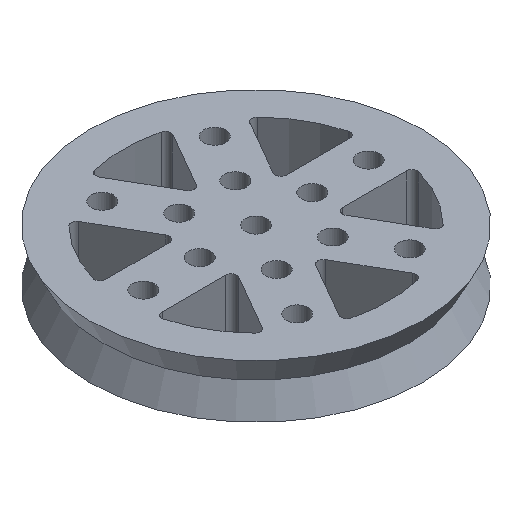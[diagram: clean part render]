
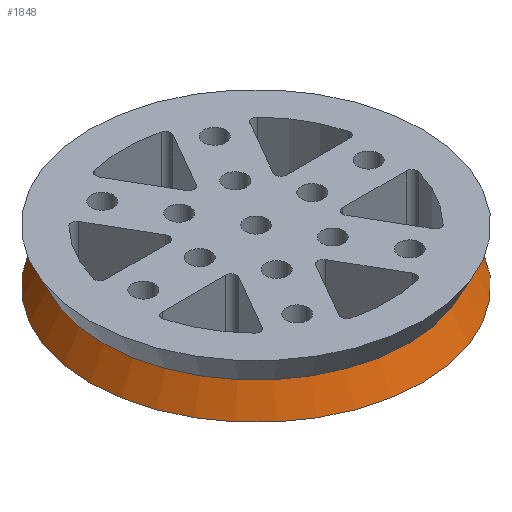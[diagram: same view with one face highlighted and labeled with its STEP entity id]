
A CAD part, isometric view. The second image highlights one B-rep face of the part: STEP entity #1848.
In plain terms, the highlighted conical face has half-angle 27.759 degrees and reference radius 29.5 mm.
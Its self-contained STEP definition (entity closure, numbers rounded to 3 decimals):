
#33 = PLANE('',#34);
#34 = AXIS2_PLACEMENT_3D('',#35,#36,#37);
#35 = CARTESIAN_POINT('',(0.,0.,-4.75));
#36 = DIRECTION('',(0.,0.,1.));
#37 = DIRECTION('',(1.,0.,0.));
#208 = EDGE_CURVE('',#209,#209,#211,.T.);
#209 = VERTEX_POINT('',#210);
#210 = CARTESIAN_POINT('',(29.5,0.,-4.75));
#211 = SURFACE_CURVE('',#212,(#217,#224),.PCURVE_S1.);
#212 = CIRCLE('',#213,29.5);
#213 = AXIS2_PLACEMENT_3D('',#214,#215,#216);
#214 = CARTESIAN_POINT('',(0.,0.,-4.75));
#215 = DIRECTION('',(0.,0.,1.));
#216 = DIRECTION('',(1.,0.,0.));
#217 = PCURVE('',#33,#218);
#218 = DEFINITIONAL_REPRESENTATION('',(#219),#223);
#219 = CIRCLE('',#220,29.5);
#220 = AXIS2_PLACEMENT_2D('',#221,#222);
#221 = CARTESIAN_POINT('',(0.,0.));
#222 = DIRECTION('',(1.,0.));
#223 = ( GEOMETRIC_REPRESENTATION_CONTEXT(2) 
PARAMETRIC_REPRESENTATION_CONTEXT() REPRESENTATION_CONTEXT('2D SPACE',''
  ) );
#224 = PCURVE('',#225,#230);
#225 = CONICAL_SURFACE('',#226,29.5,0.484);
#226 = AXIS2_PLACEMENT_3D('',#227,#228,#229);
#227 = CARTESIAN_POINT('',(0.,0.,-4.75));
#228 = DIRECTION('',(-0.,-0.,-1.));
#229 = DIRECTION('',(1.,0.,0.));
#230 = DEFINITIONAL_REPRESENTATION('',(#231),#235);
#231 = LINE('',#232,#233);
#232 = CARTESIAN_POINT('',(-0.,-0.));
#233 = VECTOR('',#234,1.);
#234 = DIRECTION('',(-1.,-0.));
#235 = ( GEOMETRIC_REPRESENTATION_CONTEXT(2) 
PARAMETRIC_REPRESENTATION_CONTEXT() REPRESENTATION_CONTEXT('2D SPACE',''
  ) );
#1848 = ADVANCED_FACE('',(#1849),#225,.T.);
#1849 = FACE_BOUND('',#1850,.T.);
#1850 = EDGE_LOOP('',(#1851,#1852,#1872,#1899));
#1851 = ORIENTED_EDGE('',*,*,#208,.T.);
#1852 = ORIENTED_EDGE('',*,*,#1853,.T.);
#1853 = EDGE_CURVE('',#209,#1854,#1856,.T.);
#1854 = VERTEX_POINT('',#1855);
#1855 = CARTESIAN_POINT('',(27.,0.,0.));
#1856 = SEAM_CURVE('',#1857,(#1860,#1866),.PCURVE_S1.);
#1857 = B_SPLINE_CURVE_WITH_KNOTS('',1,(#1858,#1859),.UNSPECIFIED.,.F.,
  .F.,(2,2),(0.,1.),.PIECEWISE_BEZIER_KNOTS.);
#1858 = CARTESIAN_POINT('',(29.5,0.,-4.75));
#1859 = CARTESIAN_POINT('',(27.,0.,0.));
#1860 = PCURVE('',#225,#1861);
#1861 = DEFINITIONAL_REPRESENTATION('',(#1862),#1865);
#1862 = B_SPLINE_CURVE_WITH_KNOTS('',1,(#1863,#1864),.UNSPECIFIED.,.F.,
  .F.,(2,2),(0.,1.),.PIECEWISE_BEZIER_KNOTS.);
#1863 = CARTESIAN_POINT('',(-6.283,0.));
#1864 = CARTESIAN_POINT('',(-6.283,-4.75));
#1865 = ( GEOMETRIC_REPRESENTATION_CONTEXT(2) 
PARAMETRIC_REPRESENTATION_CONTEXT() REPRESENTATION_CONTEXT('2D SPACE',''
  ) );
#1866 = PCURVE('',#225,#1867);
#1867 = DEFINITIONAL_REPRESENTATION('',(#1868),#1871);
#1868 = B_SPLINE_CURVE_WITH_KNOTS('',1,(#1869,#1870),.UNSPECIFIED.,.F.,
  .F.,(2,2),(0.,1.),.PIECEWISE_BEZIER_KNOTS.);
#1869 = CARTESIAN_POINT('',(0.,0.));
#1870 = CARTESIAN_POINT('',(0.,-4.75));
#1871 = ( GEOMETRIC_REPRESENTATION_CONTEXT(2) 
PARAMETRIC_REPRESENTATION_CONTEXT() REPRESENTATION_CONTEXT('2D SPACE',''
  ) );
#1872 = ORIENTED_EDGE('',*,*,#1873,.F.);
#1873 = EDGE_CURVE('',#1854,#1854,#1874,.T.);
#1874 = SURFACE_CURVE('',#1875,(#1880,#1887),.PCURVE_S1.);
#1875 = CIRCLE('',#1876,27.);
#1876 = AXIS2_PLACEMENT_3D('',#1877,#1878,#1879);
#1877 = CARTESIAN_POINT('',(0.,0.,0.));
#1878 = DIRECTION('',(0.,0.,1.));
#1879 = DIRECTION('',(1.,0.,0.));
#1880 = PCURVE('',#225,#1881);
#1881 = DEFINITIONAL_REPRESENTATION('',(#1882),#1886);
#1882 = LINE('',#1883,#1884);
#1883 = CARTESIAN_POINT('',(-0.,-4.75));
#1884 = VECTOR('',#1885,1.);
#1885 = DIRECTION('',(-1.,-0.));
#1886 = ( GEOMETRIC_REPRESENTATION_CONTEXT(2) 
PARAMETRIC_REPRESENTATION_CONTEXT() REPRESENTATION_CONTEXT('2D SPACE',''
  ) );
#1887 = PCURVE('',#1888,#1893);
#1888 = CONICAL_SURFACE('',#1889,27.,0.484);
#1889 = AXIS2_PLACEMENT_3D('',#1890,#1891,#1892);
#1890 = CARTESIAN_POINT('',(0.,0.,0.));
#1891 = DIRECTION('',(0.,0.,1.));
#1892 = DIRECTION('',(1.,0.,0.));
#1893 = DEFINITIONAL_REPRESENTATION('',(#1894),#1898);
#1894 = LINE('',#1895,#1896);
#1895 = CARTESIAN_POINT('',(0.,0.));
#1896 = VECTOR('',#1897,1.);
#1897 = DIRECTION('',(1.,0.));
#1898 = ( GEOMETRIC_REPRESENTATION_CONTEXT(2) 
PARAMETRIC_REPRESENTATION_CONTEXT() REPRESENTATION_CONTEXT('2D SPACE',''
  ) );
#1899 = ORIENTED_EDGE('',*,*,#1853,.F.);
